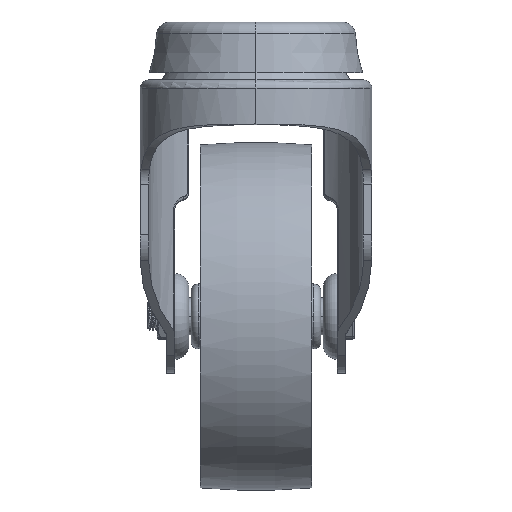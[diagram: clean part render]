
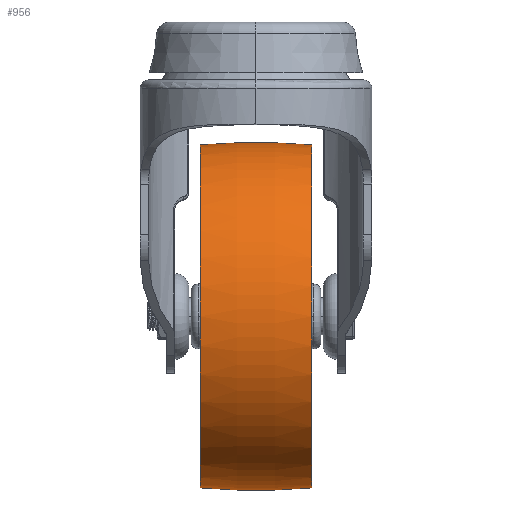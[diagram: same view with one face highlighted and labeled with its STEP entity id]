
A CAD part, left-side view. The second image highlights one B-rep face of the part: STEP entity #956.
In plain terms, the highlighted toroidal (fillet/blend) face has major radius 106.75 mm and minor radius 144.25 mm.
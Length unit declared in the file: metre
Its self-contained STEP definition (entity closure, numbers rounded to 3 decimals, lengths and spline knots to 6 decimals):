
#956=ADVANCED_FACE('',(#1554),#1555,.T.);
#1554=FACE_OUTER_BOUND('',#5352,.T.);
#1555=TOROIDAL_SURFACE('',#5353,-0.10675,0.14425);
#5352=EDGE_LOOP('',(#14210,#14211,#14212,#14213,#14214,#14215));
#5353=AXIS2_PLACEMENT_3D('',#14216,#14217,#14218);
#14210=ORIENTED_EDGE('',*,*,#16360,.F.);
#14211=ORIENTED_EDGE('',*,*,#16361,.T.);
#14212=ORIENTED_EDGE('',*,*,#16362,.T.);
#14213=ORIENTED_EDGE('',*,*,#16363,.F.);
#14214=ORIENTED_EDGE('',*,*,#16364,.F.);
#14215=ORIENTED_EDGE('',*,*,#16365,.F.);
#14216=CARTESIAN_POINT('',(0.,0.,0.0));
#14217=DIRECTION('',(0.,1.0,0.0));
#14218=DIRECTION('',(0.0,0.0,-1.0));
#16360=EDGE_CURVE('',#17542,#17543,#17544,.T.);
#16361=EDGE_CURVE('',#17542,#17545,#17546,.T.);
#16362=EDGE_CURVE('',#17545,#17547,#17548,.T.);
#16363=EDGE_CURVE('',#17549,#17547,#17550,.T.);
#16364=EDGE_CURVE('',#17551,#17549,#17552,.T.);
#16365=EDGE_CURVE('',#17543,#17551,#17553,.T.);
#17542=VERTEX_POINT('',#20023);
#17543=VERTEX_POINT('',#20024);
#17544=CIRCLE('',#20025,0.14425);
#17545=VERTEX_POINT('',#20026);
#17546=CIRCLE('',#20027,0.037);
#17547=VERTEX_POINT('',#20028);
#17548=CIRCLE('',#20029,0.037);
#17549=VERTEX_POINT('',#20030);
#17550=CIRCLE('',#20031,0.14425);
#17551=VERTEX_POINT('',#20032);
#17552=CIRCLE('',#20033,0.037);
#17553=CIRCLE('',#20034,0.037);
#20023=CARTESIAN_POINT('',(0.,-0.012,-0.037));
#20024=CARTESIAN_POINT('',(0.,0.012,-0.037));
#20025=AXIS2_PLACEMENT_3D('',#30876,#30877,#30878);
#20026=CARTESIAN_POINT('',(-0.037,-0.012,0.0));
#20027=AXIS2_PLACEMENT_3D('',#30879,#30880,#30881);
#20028=CARTESIAN_POINT('',(0.,-0.012,0.037));
#20029=AXIS2_PLACEMENT_3D('',#30882,#30883,#30884);
#20030=CARTESIAN_POINT('',(0.,0.012,0.037));
#20031=AXIS2_PLACEMENT_3D('',#30885,#30886,#30887);
#20032=CARTESIAN_POINT('',(-0.037,0.012,0.0));
#20033=AXIS2_PLACEMENT_3D('',#30888,#30889,#30890);
#20034=AXIS2_PLACEMENT_3D('',#30891,#30892,#30893);
#30876=CARTESIAN_POINT('',(0.,0.,0.10675));
#30877=DIRECTION('',(1.0,0.,0.));
#30878=DIRECTION('',(0.,0.,-1.0));
#30879=CARTESIAN_POINT('',(0.,-0.012,0.0));
#30880=DIRECTION('',(0.,1.0,0.0));
#30881=DIRECTION('',(-1.0,0.,0.0));
#30882=CARTESIAN_POINT('',(0.,-0.012,0.0));
#30883=DIRECTION('',(0.,1.0,0.0));
#30884=DIRECTION('',(-1.0,0.,0.0));
#30885=CARTESIAN_POINT('',(0.,0.,-0.10675));
#30886=DIRECTION('',(1.0,0.,0.));
#30887=DIRECTION('',(0.,0.,1.0));
#30888=CARTESIAN_POINT('',(0.,0.012,0.0));
#30889=DIRECTION('',(0.,1.0,0.0));
#30890=DIRECTION('',(-1.0,0.,0.0));
#30891=CARTESIAN_POINT('',(0.,0.012,0.0));
#30892=DIRECTION('',(0.,1.0,0.0));
#30893=DIRECTION('',(-1.0,0.,0.0));
